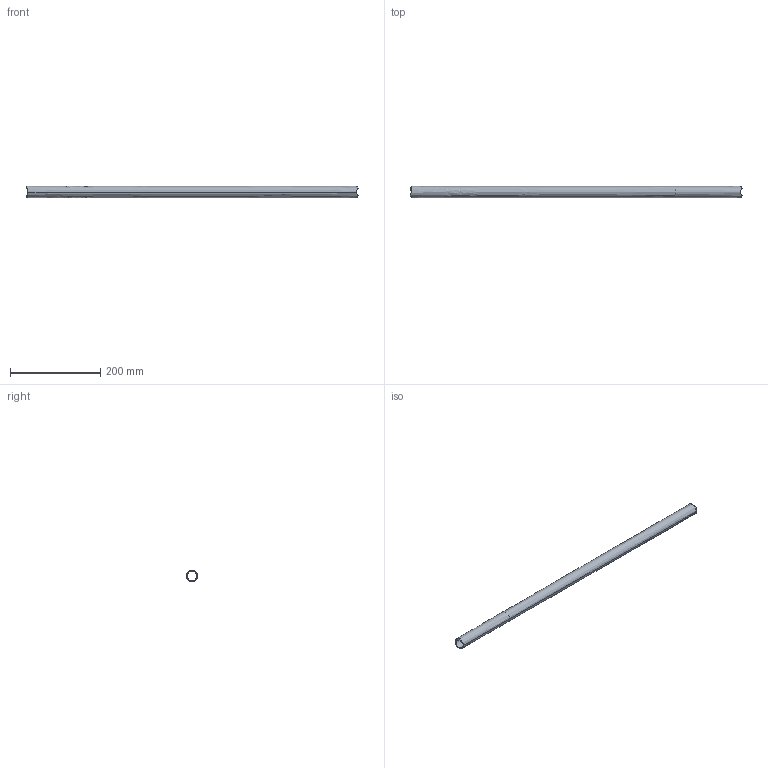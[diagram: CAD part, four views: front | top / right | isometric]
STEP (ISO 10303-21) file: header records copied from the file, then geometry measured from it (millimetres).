
FILE_DESCRIPTION(('CATIA V5 STEP Exchange'),'2;1');
FILE_NAME('917_1.stp','2017-12-22T19:47:43+00:00',('none'),('none'),'CATIA Version 5 Release 19 SP 2 (IN-10)','CATIA V5 STEP AP203','none');
FILE_SCHEMA(('CONFIG_CONTROL_DESIGN'));
Length unit declared in the file: millimetre
Products named in the file (1): Symmetry of Shape_916
Bounding box: 737.29 x 25 x 25 mm (x, y, z)
Volume: 81058.2 mm3; surface area: 108317.7 mm2
Topology: 1 solids, 1 shells, 20 faces, 52 edges, 32 vertices
Faces by surface type: cylinder 16, bspline 4
Entity records: 814 total; most frequent: CARTESIAN_POINT 437, ORIENTED_EDGE 104, EDGE_CURVE 52, B_SPLINE_CURVE_WITH_KNOTS 40, VERTEX_POINT 32, ADVANCED_FACE 20, EDGE_LOOP 20, FACE_OUTER_BOUND 20
